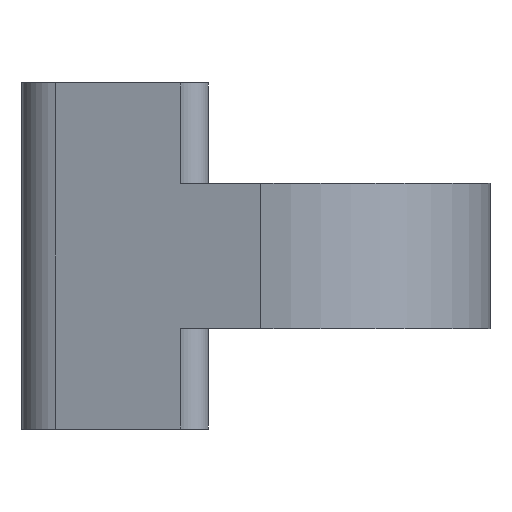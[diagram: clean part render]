
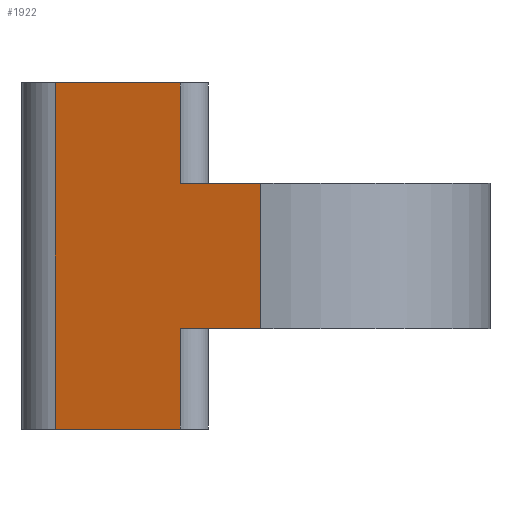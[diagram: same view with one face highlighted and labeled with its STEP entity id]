
A CAD part, left-side view. The second image highlights one B-rep face of the part: STEP entity #1922.
In plain terms, the highlighted planar face has unit normal (-0.962, 0.273, 0).
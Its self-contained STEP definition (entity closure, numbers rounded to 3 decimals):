
#58=LINE('',#3212,#188);
#62=LINE('',#3232,#192);
#71=LINE('',#3280,#201);
#72=LINE('',#3285,#202);
#75=LINE('',#3305,#205);
#76=LINE('',#3306,#206);
#77=LINE('',#3307,#207);
#78=LINE('',#3308,#208);
#188=VECTOR('',#2441,1000.);
#192=VECTOR('',#2459,1000.);
#201=VECTOR('',#2500,1000.);
#202=VECTOR('',#2505,1000.);
#205=VECTOR('',#2524,1000.);
#206=VECTOR('',#2525,1000.);
#207=VECTOR('',#2526,1000.);
#208=VECTOR('',#2527,1000.);
#570=ORIENTED_EDGE('',*,*,#1157,.T.);
#571=ORIENTED_EDGE('',*,*,#1121,.T.);
#572=ORIENTED_EDGE('',*,*,#1158,.F.);
#573=ORIENTED_EDGE('',*,*,#1145,.T.);
#574=ORIENTED_EDGE('',*,*,#1159,.F.);
#575=ORIENTED_EDGE('',*,*,#1147,.F.);
#576=ORIENTED_EDGE('',*,*,#1160,.T.);
#577=ORIENTED_EDGE('',*,*,#1111,.F.);
#1111=EDGE_CURVE('',#1398,#1399,#58,.T.);
#1121=EDGE_CURVE('',#1408,#1407,#62,.T.);
#1145=EDGE_CURVE('',#1421,#1430,#71,.T.);
#1147=EDGE_CURVE('',#1431,#1433,#72,.T.);
#1157=EDGE_CURVE('',#1398,#1408,#75,.T.);
#1158=EDGE_CURVE('',#1421,#1407,#76,.T.);
#1159=EDGE_CURVE('',#1433,#1430,#77,.T.);
#1160=EDGE_CURVE('',#1431,#1399,#78,.T.);
#1398=VERTEX_POINT('',#3211);
#1399=VERTEX_POINT('',#3213);
#1407=VERTEX_POINT('',#3231);
#1408=VERTEX_POINT('',#3233);
#1421=VERTEX_POINT('',#3261);
#1430=VERTEX_POINT('',#3279);
#1431=VERTEX_POINT('',#3283);
#1433=VERTEX_POINT('',#3286);
#1655=EDGE_LOOP('',(#570,#571,#572,#573,#574,#575,#576,#577));
#1771=FACE_BOUND('',#1655,.T.);
#1876=PLANE('',#2123);
#1922=ADVANCED_FACE('',(#1771),#1876,.F.);
#2123=AXIS2_PLACEMENT_3D('',#3304,#2522,#2523);
#2441=DIRECTION('',(-0.273,-0.962,0.));
#2459=DIRECTION('',(-0.273,-0.962,0.));
#2500=DIRECTION('',(-0.273,-0.962,0.));
#2505=DIRECTION('',(-0.273,-0.962,0.));
#2522=DIRECTION('',(0.962,-0.273,0.));
#2523=DIRECTION('',(0.273,0.962,0.));
#2524=DIRECTION('',(0.,0.,-1.));
#2525=DIRECTION('',(0.,0.,-1.));
#2526=DIRECTION('',(0.,0.,-1.));
#2527=DIRECTION('',(0.,0.,1.));
#3211=CARTESIAN_POINT('',(-6.329,23.881,9.5));
#3212=CARTESIAN_POINT('',(-6.329,23.881,9.5));
#3213=CARTESIAN_POINT('',(-8.278,17.001,9.5));
#3231=CARTESIAN_POINT('',(-8.278,17.001,-9.5));
#3232=CARTESIAN_POINT('',(-6.329,23.881,-9.5));
#3233=CARTESIAN_POINT('',(-6.329,23.881,-9.5));
#3261=CARTESIAN_POINT('',(-8.278,17.001,-4.));
#3279=CARTESIAN_POINT('',(-9.525,12.598,-4.));
#3280=CARTESIAN_POINT('',(-6.329,23.881,-4.));
#3283=CARTESIAN_POINT('',(-8.278,17.001,4.));
#3285=CARTESIAN_POINT('',(-6.329,23.881,4.));
#3286=CARTESIAN_POINT('',(-9.525,12.598,4.));
#3304=CARTESIAN_POINT('',(-6.329,23.881,4.));
#3305=CARTESIAN_POINT('',(-6.329,23.881,4.));
#3306=CARTESIAN_POINT('',(-8.278,17.001,-3.5));
#3307=CARTESIAN_POINT('',(-9.525,12.598,4.));
#3308=CARTESIAN_POINT('',(-8.278,17.001,3.5));
